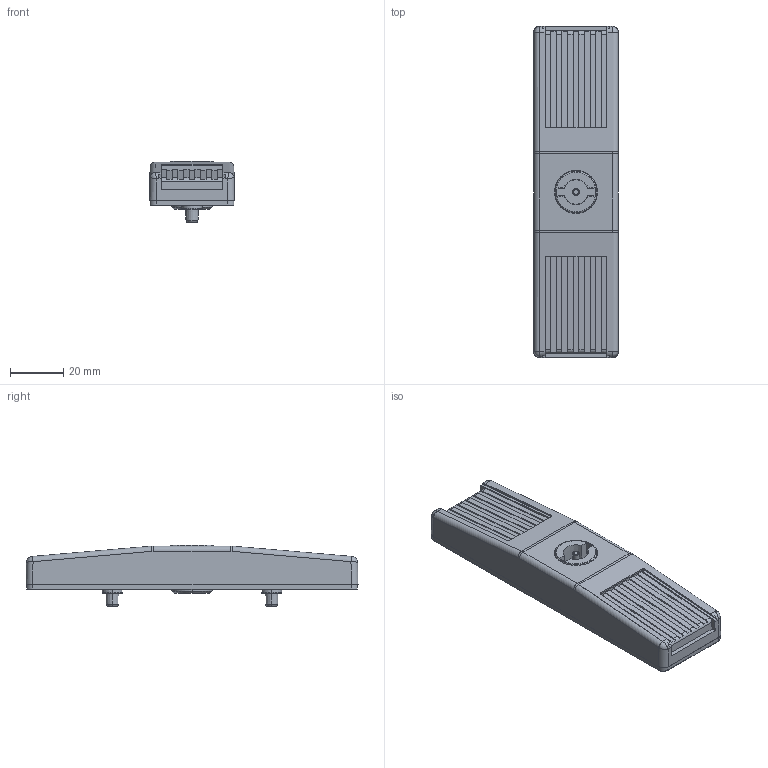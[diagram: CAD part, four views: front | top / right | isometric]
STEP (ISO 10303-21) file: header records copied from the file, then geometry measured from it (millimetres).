
FILE_DESCRIPTION (( 'STEP AP214' ), '1' );
FILE_NAME ('950.105.STEP', '2025-08-19T07:15:34', ( '' ), ( '' ), 'SwSTEP 2.0', 'SolidWorks 2021', '' );
FILE_SCHEMA (( 'AUTOMOTIVE_DESIGN' ));
Length unit declared in the file: millimetre
Products named in the file (6): 950.105; TS003-3.stp; TS003-1.stp; TS003-4.stp; TS003-2.stp; ts003.stp
Assembly tree (5 placements, depth 3):
  950.105
    ts003.stp
      TS003-1.stp
      TS003-2.stp
      TS003-3.stp
      TS003-4.stp
Bounding box: 32 x 125 x 23.25 mm (x, y, z)
Volume: 28296.5 mm3; surface area: 28876 mm2
Topology: 4 solids, 4 shells, 906 faces, 2315 edges, 1428 vertices
Faces by surface type: plane 438, cylinder 208, cone 108, torus 84, bspline 64, sphere 4
Entity records: 31626 total; most frequent: CARTESIAN_POINT 10023, ORIENTED_EDGE 4606, DIRECTION 4283, EDGE_CURVE 2303, AXIS2_PLACEMENT_3D 1486, VERTEX_POINT 1428, VECTOR 1311, LINE 1311
